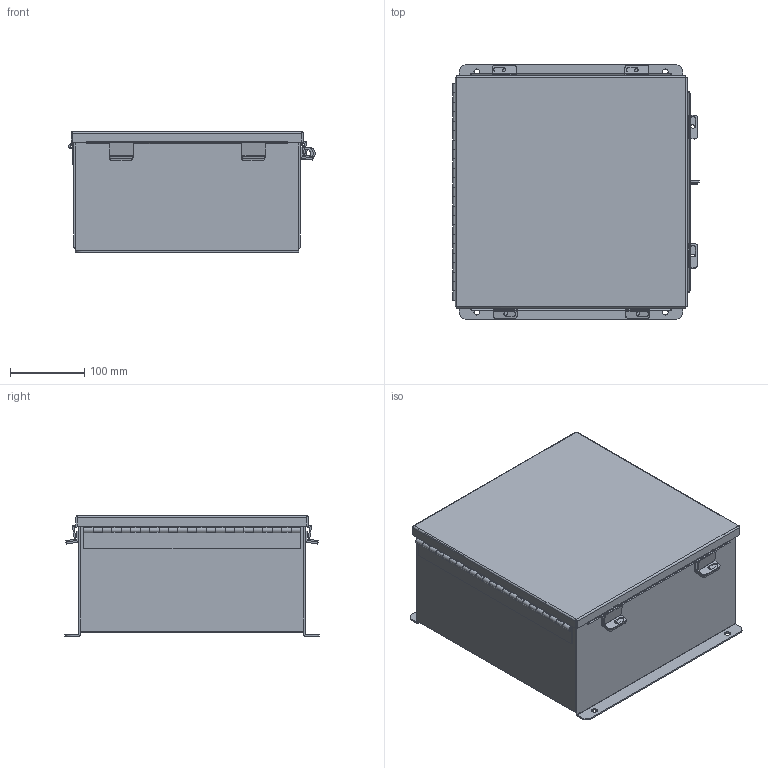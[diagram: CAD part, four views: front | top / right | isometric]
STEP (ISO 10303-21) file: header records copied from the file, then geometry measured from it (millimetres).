
FILE_DESCRIPTION (( 'STEP AP203' ), '1' );
FILE_NAME ('N121206CHNFSSWP.STEP', '2014-02-28T15:31:56', ( 'changeme' ), ( 'Microsoft' ), 'SwSTEP 2.0', 'SolidWorks 2013', '' );
FILE_SCHEMA (( 'CONFIG_CONTROL_DESIGN' ));
Length unit declared in the file: inch
Products named in the file (15): N121206CHNFSSWP HW-CD-S-25020-034; N121206CHNFSSWP _JIC Hinge; HW-CLH-JH-20154; N121206CHNFSSWP JIC_Cover_Template; HW-CLH-JH-20104; N121206CHNFSSWP JIC_Standoff; N121206CHNFSSWP; N121206CHNFSSWP JIC Backpanel; N121206CHNFSSWP JIC Clamp Bracket; N121206CHNFSSWP JIC Cover Clamp; N121206CHNFSSWP JIC Enclosure Template; N121206CHNFSSWP JIC Top; N121206CHNFSSWP Hinge Body Side; N121206CHNFSSWP JIC Bottom; N121206CHNFSSWP Hinge Cover Side JIC
Assembly tree (28 placements, depth 3):
  N121206CHNFSSWP
    N121206CHNFSSWP JIC Enclosure Template
    N121206CHNFSSWP _JIC Hinge
      N121206CHNFSSWP Hinge Body Side
      N121206CHNFSSWP Hinge Cover Side JIC
    N121206CHNFSSWP JIC_Cover_Template
    N121206CHNFSSWP JIC_Standoff  x4
    N121206CHNFSSWP JIC Backpanel
    N121206CHNFSSWP JIC Clamp Bracket  x6
    N121206CHNFSSWP JIC Cover Clamp  x6
    N121206CHNFSSWP JIC Top
    N121206CHNFSSWP JIC Bottom
    N121206CHNFSSWP HW-CD-S-25020-034  x2
    HW-CLH-JH-20154
    HW-CLH-JH-20104
Bounding box: 332.02 x 342.28 x 162.3 mm (x, y, z)
Volume: 981375.3 mm3; surface area: 1053442.5 mm2
Topology: 27 solids, 27 shells, 794 faces, 1859 edges, 1125 vertices
Faces by surface type: plane 499, cylinder 275, bspline 8, torus 8, cone 4
Entity records: 17787 total; most frequent: CARTESIAN_POINT 3062, DIRECTION 2760, ORIENTED_EDGE 2578, EDGE_CURVE 1289, AXIS2_PLACEMENT_3D 933, LINE 894, VECTOR 894, VERTEX_POINT 787
